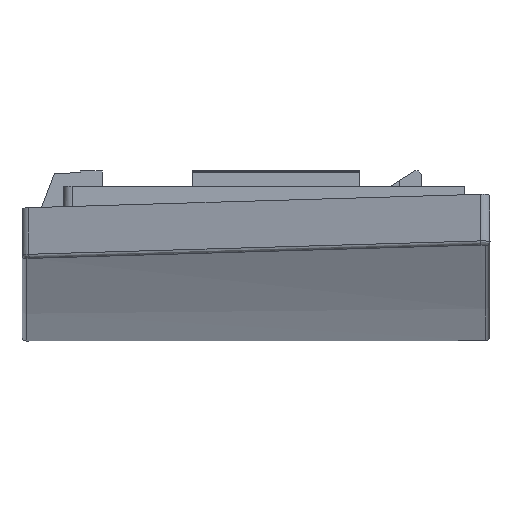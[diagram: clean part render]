
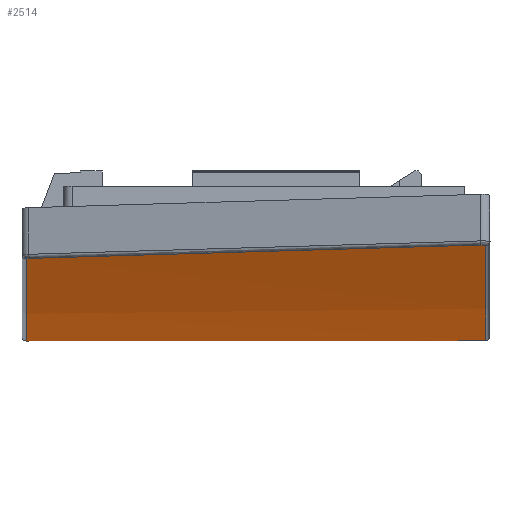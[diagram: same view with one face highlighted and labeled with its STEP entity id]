
A CAD part, left-side view. The second image highlights one B-rep face of the part: STEP entity #2514.
In plain terms, the highlighted cylindrical face has radius 411.333 mm (diameter 822.667 mm), a partial arc.
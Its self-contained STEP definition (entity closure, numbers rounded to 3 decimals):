
#24=CARTESIAN_POINT('',(69.691,0.544,-3.053));
#25=CARTESIAN_POINT('',(69.695,0.524,-3.053));
#26=CARTESIAN_POINT('',(69.697,0.487,-3.052));
#27=CARTESIAN_POINT('',(69.689,0.438,-3.054));
#28=CARTESIAN_POINT('',(69.673,0.395,-3.056));
#29=CARTESIAN_POINT('',(69.653,0.36,-3.06));
#30=CARTESIAN_POINT('',(69.63,0.331,-3.064));
#31=CARTESIAN_POINT('',(69.607,0.308,-3.068));
#32=CARTESIAN_POINT('',(69.583,0.291,-3.072));
#33=CARTESIAN_POINT('',(69.559,0.277,-3.076));
#34=CARTESIAN_POINT('',(69.535,0.266,-3.08));
#35=CARTESIAN_POINT('',(69.508,0.258,-3.085));
#36=CARTESIAN_POINT('',(69.479,0.252,-3.09));
#37=CARTESIAN_POINT('',(69.457,0.25,-3.093));
#38=CARTESIAN_POINT('',(69.445,0.25,-3.095));
#40=CARTESIAN_POINT('',(64.867,27.544,-3.853));
#41=CARTESIAN_POINT('',(65.403,24.542,-3.767));
#42=CARTESIAN_POINT('',(66.476,18.538,-3.594));
#43=CARTESIAN_POINT('',(68.084,9.538,-3.327));
#44=CARTESIAN_POINT('',(69.156,3.542,-3.145));
#45=CARTESIAN_POINT('',(69.691,0.544,-3.053));
#47=CARTESIAN_POINT('',(64.621,27.75,-3.892));
#48=CARTESIAN_POINT('',(64.646,27.75,-3.888));
#49=CARTESIAN_POINT('',(64.693,27.743,-3.881));
#50=CARTESIAN_POINT('',(64.757,27.713,-3.871));
#51=CARTESIAN_POINT('',(64.807,27.671,-3.863));
#52=CARTESIAN_POINT('',(64.846,27.615,-3.856));
#53=CARTESIAN_POINT('',(64.862,27.569,-3.854));
#54=CARTESIAN_POINT('',(64.867,27.544,-3.853));
#56=CARTESIAN_POINT('',(0.,27.75,402.333));
#57=DIRECTION('',(0.,-1.,0.));
#58=DIRECTION('',(-0.157,0.,-0.988));
#59=AXIS2_PLACEMENT_3D('',#56,#57,#58);
#61=CARTESIAN_POINT('',(-64.867,27.544,-3.853));
#62=CARTESIAN_POINT('',(-64.864,27.561,-3.854));
#63=CARTESIAN_POINT('',(-64.855,27.592,-3.855));
#64=CARTESIAN_POINT('',(-64.835,27.631,-3.858));
#65=CARTESIAN_POINT('',(-64.812,27.662,-3.862));
#66=CARTESIAN_POINT('',(-64.788,27.687,-3.866));
#67=CARTESIAN_POINT('',(-64.763,27.706,-3.87));
#68=CARTESIAN_POINT('',(-64.738,27.721,-3.874));
#69=CARTESIAN_POINT('',(-64.713,27.733,-3.878));
#70=CARTESIAN_POINT('',(-64.686,27.742,-3.882));
#71=CARTESIAN_POINT('',(-64.656,27.748,-3.887));
#72=CARTESIAN_POINT('',(-64.633,27.75,-3.89));
#73=CARTESIAN_POINT('',(-64.621,27.75,-3.892));
#75=CARTESIAN_POINT('',(-69.691,0.544,-3.053));
#76=CARTESIAN_POINT('',(-69.156,3.542,-3.145));
#77=CARTESIAN_POINT('',(-68.084,9.539,-3.327));
#78=CARTESIAN_POINT('',(-66.476,18.539,-3.594));
#79=CARTESIAN_POINT('',(-65.403,24.542,-3.767));
#80=CARTESIAN_POINT('',(-64.867,27.544,-3.853));
#82=CARTESIAN_POINT('',(-69.445,0.25,-3.095));
#83=CARTESIAN_POINT('',(-69.465,0.25,-3.092));
#84=CARTESIAN_POINT('',(-69.502,0.255,-3.086));
#85=CARTESIAN_POINT('',(-69.549,0.271,-3.078));
#86=CARTESIAN_POINT('',(-69.588,0.293,-3.071));
#87=CARTESIAN_POINT('',(-69.619,0.319,-3.066));
#88=CARTESIAN_POINT('',(-69.644,0.347,-3.061));
#89=CARTESIAN_POINT('',(-69.662,0.374,-3.058));
#90=CARTESIAN_POINT('',(-69.675,0.401,-3.056));
#91=CARTESIAN_POINT('',(-69.685,0.426,-3.054));
#92=CARTESIAN_POINT('',(-69.691,0.453,-3.053));
#93=CARTESIAN_POINT('',(-69.695,0.48,-3.053));
#94=CARTESIAN_POINT('',(-69.696,0.51,-3.052));
#95=CARTESIAN_POINT('',(-69.693,0.532,-3.053));
#96=CARTESIAN_POINT('',(-69.691,0.544,-3.053));
#98=CARTESIAN_POINT('',(0.,0.25,402.333));
#99=DIRECTION('',(0.,1.,0.));
#100=DIRECTION('',(0.169,0.,-0.986));
#101=AXIS2_PLACEMENT_3D('',#98,#99,#100);
#2289=VERTEX_POINT('',#24);
#2290=VERTEX_POINT('',#38);
#2293=CARTESIAN_POINT('',(-69.445,0.25,-3.095));
#2294=VERTEX_POINT('',#2293);
#2297=VERTEX_POINT('',#96);
#2299=VERTEX_POINT('',#80);
#2301=VERTEX_POINT('',#73);
#2303=CARTESIAN_POINT('',(64.621,27.75,-3.892));
#2304=VERTEX_POINT('',#2303);
#2307=VERTEX_POINT('',#54);
#2492=CARTESIAN_POINT('',(0.,0.,402.333));
#2493=DIRECTION('',(0.,1.,0.));
#2494=DIRECTION('',(1.,0.,0.));
#2495=AXIS2_PLACEMENT_3D('',#2492,#2493,#2494);
#2496=CYLINDRICAL_SURFACE('',#2495,411.333);
#2498=ORIENTED_EDGE('',*,*,#2497,.F.);
#2500=ORIENTED_EDGE('',*,*,#2499,.F.);
#2502=ORIENTED_EDGE('',*,*,#2501,.F.);
#2504=ORIENTED_EDGE('',*,*,#2503,.F.);
#2506=ORIENTED_EDGE('',*,*,#2505,.F.);
#2508=ORIENTED_EDGE('',*,*,#2507,.F.);
#2510=ORIENTED_EDGE('',*,*,#2509,.F.);
#2511=ORIENTED_EDGE('',*,*,#2482,.F.);
#2512=EDGE_LOOP('',(#2498,#2500,#2502,#2504,#2506,#2508,#2510,#2511));
#2513=FACE_OUTER_BOUND('',#2512,.F.);
#2514=ADVANCED_FACE('',(#2513),#2496,.T.);
#39=B_SPLINE_CURVE_WITH_KNOTS('',3,(#24,#25,#26,#27,#28,#29,#30,#31,#32,#33,#34,
#35,#36,#37,#38),.UNSPECIFIED.,.F.,.F.,(4,1,1,1,1,1,1,1,1,1,1,1,4),(0.,
0.083,0.167,0.25,0.333,0.417,
0.5,0.583,0.667,0.75,0.833,
0.917,1.),.UNSPECIFIED.);
#46=B_SPLINE_CURVE_WITH_KNOTS('',3,(#40,#41,#42,#43,#44,#45),.UNSPECIFIED.,.F.,
.F.,(4,1,1,4),(0.,0.333,0.667,1.),.UNSPECIFIED.);
#55=B_SPLINE_CURVE_WITH_KNOTS('',3,(#47,#48,#49,#50,#51,#52,#53,#54),
.UNSPECIFIED.,.F.,.F.,(4,1,1,1,1,4),(0.,0.2,0.4,0.6,0.8,1.),
.UNSPECIFIED.);
#60=CIRCLE('',#59,411.333);
#74=B_SPLINE_CURVE_WITH_KNOTS('',3,(#61,#62,#63,#64,#65,#66,#67,#68,#69,#70,#71,
#72,#73),.UNSPECIFIED.,.F.,.F.,(4,1,1,1,1,1,1,1,1,1,4),(0.,0.1,0.2,0.3,
0.4,0.5,0.6,0.7,0.8,0.9,1.),.UNSPECIFIED.);
#81=B_SPLINE_CURVE_WITH_KNOTS('',3,(#75,#76,#77,#78,#79,#80),.UNSPECIFIED.,.F.,
.F.,(4,1,1,4),(0.,0.333,0.667,1.),.UNSPECIFIED.);
#97=B_SPLINE_CURVE_WITH_KNOTS('',3,(#82,#83,#84,#85,#86,#87,#88,#89,#90,#91,#92,
#93,#94,#95,#96),.UNSPECIFIED.,.F.,.F.,(4,1,1,1,1,1,1,1,1,1,1,1,4),(0.,
0.083,0.167,0.25,0.333,0.417,
0.5,0.583,0.667,0.75,0.833,
0.917,1.),.UNSPECIFIED.);
#102=CIRCLE('',#101,411.333);
#2482=EDGE_CURVE('',#2290,#2294,#102,.T.);
#2497=EDGE_CURVE('',#2289,#2290,#39,.T.);
#2499=EDGE_CURVE('',#2307,#2289,#46,.T.);
#2501=EDGE_CURVE('',#2304,#2307,#55,.T.);
#2503=EDGE_CURVE('',#2301,#2304,#60,.T.);
#2505=EDGE_CURVE('',#2299,#2301,#74,.T.);
#2507=EDGE_CURVE('',#2297,#2299,#81,.T.);
#2509=EDGE_CURVE('',#2294,#2297,#97,.T.);
